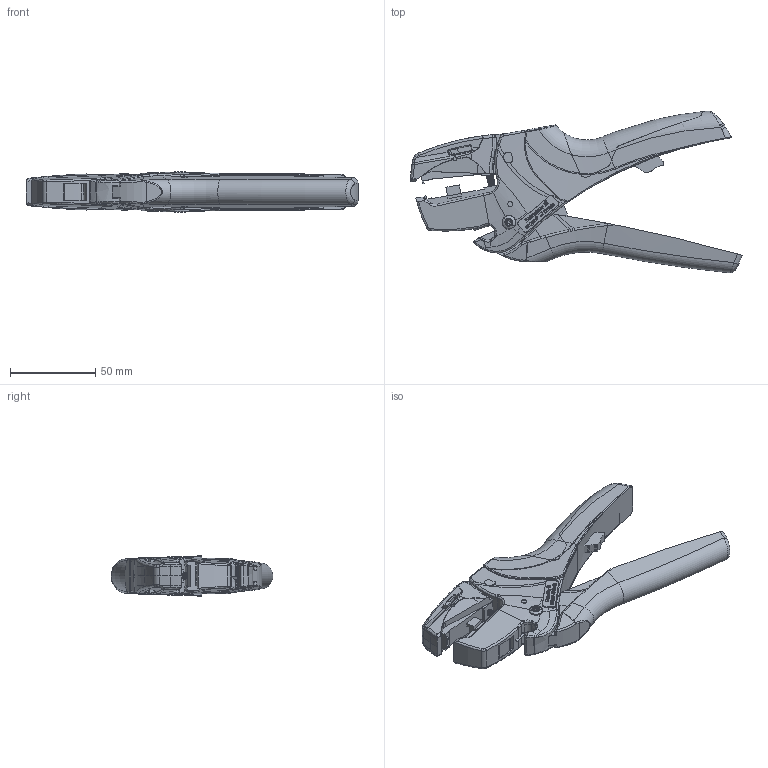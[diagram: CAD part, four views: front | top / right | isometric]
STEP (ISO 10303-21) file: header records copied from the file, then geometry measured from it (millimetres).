
FILE_DESCRIPTION(('CATIA V5 STEP Exchange','CAx-IF Rec.Pracs.--- Model Styling and Organization---1.5--- 2016-08-15','CAx-IF Rec.Pracs.---Supplemental Geometry---1.0---2011-11-01','CAx-IF Rec.Pracs.--- Composite Materials ---1.1---2010-07-15'),'2;1');
FILE_NAME ('013914-1_0', '2025-03-03T07:28:50+00:00', ('none'), ('Weidmueller'), 'CATIA Version 5-6 Release 2022 SP4 HF5', 'CATIA V5 STEP AP214 v3', 'none');
FILE_SCHEMA(('AUTOMOTIVE_DESIGN { 1 0 10303 214 1 1 1 1 }'));
Length unit declared in the file: millimetre
Products named in the file (1): 1468880000_SPX_4_UL_AllCATPart
Bounding box: 194.6 x 94.83 x 23.53 mm (x, y, z)
Volume: 157795.7 mm3; surface area: 36361.1 mm2
Topology: 1 solids, 1 shells, 1626 faces, 4547 edges, 2961 vertices
Faces by surface type: plane 994, bspline 283, cylinder 196, cone 55, torus 46, sphere 28, extrusion 18, revolution 6
Entity records: 68780 total; most frequent: CARTESIAN_POINT 29653, ORIENTED_EDGE 9064, DIRECTION 5507, EDGE_CURVE 4532, VECTOR 2963, VERTEX_POINT 2961, LINE 2945, EDGE_LOOP 1691
